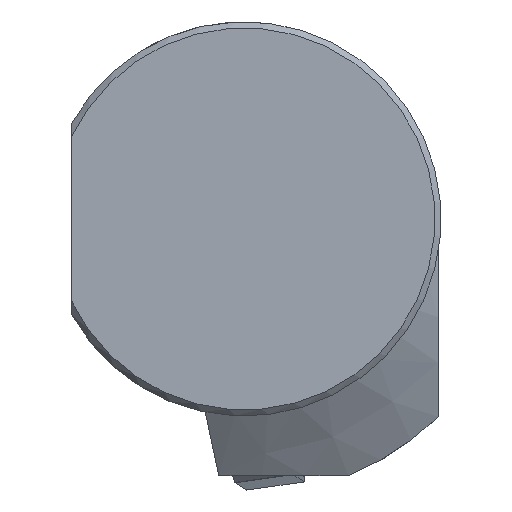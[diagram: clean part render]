
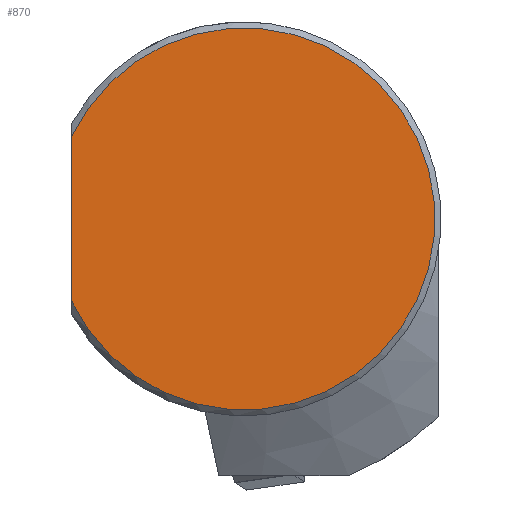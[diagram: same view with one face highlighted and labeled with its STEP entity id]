
A CAD part, left-side view. The second image highlights one B-rep face of the part: STEP entity #870.
In plain terms, the highlighted face is planar.
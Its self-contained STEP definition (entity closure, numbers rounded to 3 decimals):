
#387=CARTESIAN_POINT('',(0.,0.,0.));
#388=DIRECTION('',(0.,0.,1.));
#389=DIRECTION('',(-0.429,0.903,0.));
#390=AXIS2_PLACEMENT_3D('',#387,#388,#389);
#395=CARTESIAN_POINT('',(6.652,14.,0.));
#410=CARTESIAN_POINT('',(-6.652,14.,0.));
#415=DIRECTION('',(1.,0.,0.));
#416=VECTOR('',#415,13.304);
#417=CARTESIAN_POINT('',(-6.652,14.,0.));
#418=LINE('',#417,#416);
#664=VERTEX_POINT('',#410);
#686=VERTEX_POINT('',#395);
#861=CARTESIAN_POINT('',(0.,0.,0.));
#862=DIRECTION('',(0.,0.,-1.));
#863=DIRECTION('',(1.,0.,0.));
#864=AXIS2_PLACEMENT_3D('',#861,#862,#863);
#865=PLANE('',#864);
#866=ORIENTED_EDGE('',*,*,#842,.T.);
#867=ORIENTED_EDGE('',*,*,#852,.F.);
#868=EDGE_LOOP('',(#866,#867));
#869=FACE_OUTER_BOUND('',#868,.F.);
#391=CIRCLE('',#390,15.5);
#842=EDGE_CURVE('',#664,#686,#418,.T.);
#852=EDGE_CURVE('',#664,#686,#391,.T.);
#870=ADVANCED_FACE('',(#869),#865,.F.);
